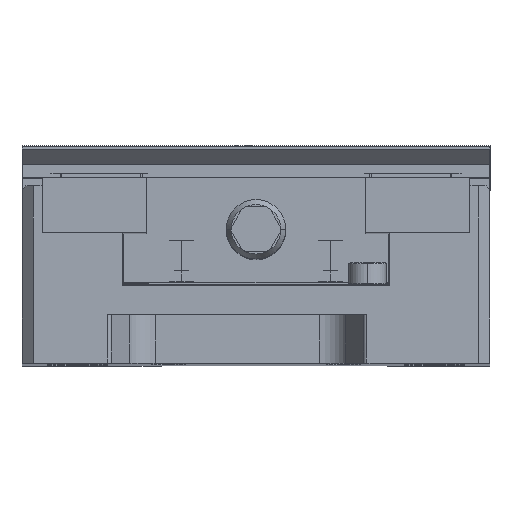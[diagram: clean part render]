
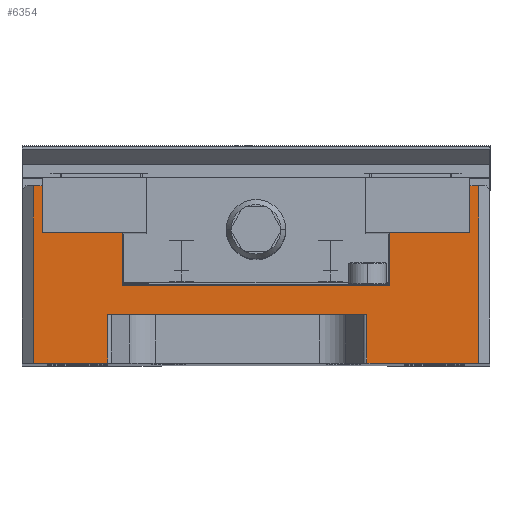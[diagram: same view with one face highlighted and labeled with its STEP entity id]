
A CAD part, top view. The second image highlights one B-rep face of the part: STEP entity #6354.
In plain terms, the highlighted planar face has unit normal (0, 0, 1).
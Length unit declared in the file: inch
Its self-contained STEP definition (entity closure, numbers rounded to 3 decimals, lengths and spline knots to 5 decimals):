
#48 = EDGE_CURVE ( 'NONE', #12808, #12827, #4002, .T. ) ;
#77 = LINE ( 'NONE', #3789, #13642 ) ;
#79 = DIRECTION ( 'NONE',  ( 0., 0., 1. ) ) ;
#113 = EDGE_CURVE ( 'NONE', #4765, #12578, #14967, .T. ) ;
#156 = EDGE_CURVE ( 'NONE', #13949, #3284, #1122, .T. ) ;
#178 = ORIENTED_EDGE ( 'NONE', *, *, #48, .T. ) ;
#278 = VECTOR ( 'NONE', #6629, 39.37008 ) ;
#418 = CARTESIAN_POINT ( 'NONE',  ( -1.56875, 0.51181, 9. ) ) ;
#551 = VECTOR ( 'NONE', #5011, 39.37008 ) ;
#643 = CARTESIAN_POINT ( 'NONE',  ( -1.41732, 0.82177, 9. ) ) ;
#727 = EDGE_CURVE ( 'NONE', #5615, #1729, #9911, .T. ) ;
#838 = DIRECTION ( 'NONE',  ( 0., 1., 0. ) ) ;
#1062 = ORIENTED_EDGE ( 'NONE', *, *, #1119, .T. ) ;
#1119 = EDGE_CURVE ( 'NONE', #5600, #5787, #1670, .T. ) ;
#1122 = LINE ( 'NONE', #13177, #12446 ) ;
#1139 = CARTESIAN_POINT ( 'NONE',  ( -1.41732, 0.82177, 9. ) ) ;
#1287 = DIRECTION ( 'NONE',  ( 1., 0., 0. ) ) ;
#1385 = ORIENTED_EDGE ( 'NONE', *, *, #2319, .T. ) ;
#1427 = ORIENTED_EDGE ( 'NONE', *, *, #14175, .T. ) ;
#1670 = LINE ( 'NONE', #643, #11472 ) ;
#1719 = LINE ( 'NONE', #4462, #2451 ) ;
#1729 = VERTEX_POINT ( 'NONE', #3653 ) ;
#1764 = EDGE_LOOP ( 'NONE', ( #1062, #10453, #15200, #15351, #12362, #3007, #15622, #11757, #6855, #1427, #6825, #1385, #14484, #13199, #178, #7217 ) ) ;
#2119 = EDGE_CURVE ( 'NONE', #7733, #13285, #4283, .T. ) ;
#2156 = CARTESIAN_POINT ( 'NONE',  ( 1.17505, 0., 9. ) ) ;
#2176 = EDGE_CURVE ( 'NONE', #13770, #6382, #14837, .T. ) ;
#2319 = EDGE_CURVE ( 'NONE', #3284, #13770, #15523, .T. ) ;
#2451 = VECTOR ( 'NONE', #9303, 39.37008 ) ;
#2595 = VECTOR ( 'NONE', #6037, 39.37008 ) ;
#3007 = ORIENTED_EDGE ( 'NONE', *, *, #2119, .T. ) ;
#3253 = CARTESIAN_POINT ( 'NONE',  ( -2.35689, 0., 9. ) ) ;
#3284 = VERTEX_POINT ( 'NONE', #12843 ) ;
#3558 = DIRECTION ( 'NONE',  ( 1., 0., 0. ) ) ;
#3590 = CARTESIAN_POINT ( 'NONE',  ( 2.26378, 1.37795, 9. ) ) ;
#3653 = CARTESIAN_POINT ( 'NONE',  ( -2.26378, 1.875, 9. ) ) ;
#3789 = CARTESIAN_POINT ( 'NONE',  ( 2.26378, 1.875, 9. ) ) ;
#4002 = LINE ( 'NONE', #5440, #278 ) ;
#4283 = LINE ( 'NONE', #3253, #13241 ) ;
#4353 = LINE ( 'NONE', #7765, #8374 ) ;
#4437 = EDGE_CURVE ( 'NONE', #13285, #4765, #1719, .T. ) ;
#4462 = CARTESIAN_POINT ( 'NONE',  ( 2.475, 0., 9. ) ) ;
#4511 = EDGE_CURVE ( 'NONE', #14839, #5615, #14229, .T. ) ;
#4563 = CARTESIAN_POINT ( 'NONE',  ( -1.56875, 0.51681, 9. ) ) ;
#4714 = EDGE_CURVE ( 'NONE', #6382, #12808, #77, .T. ) ;
#4765 = VERTEX_POINT ( 'NONE', #13641 ) ;
#4775 = FACE_OUTER_BOUND ( 'NONE', #1764, .T. ) ;
#4810 = LINE ( 'NONE', #10749, #11220 ) ;
#4900 = EDGE_CURVE ( 'NONE', #12827, #5600, #4353, .T. ) ;
#5011 = DIRECTION ( 'NONE',  ( 0., 1., 0. ) ) ;
#5440 = CARTESIAN_POINT ( 'NONE',  ( 2.26378, 1.37795, 9. ) ) ;
#5533 = CARTESIAN_POINT ( 'NONE',  ( 1.17505, 0.51681, 9. ) ) ;
#5600 = VERTEX_POINT ( 'NONE', #12760 ) ;
#5615 = VERTEX_POINT ( 'NONE', #9112 ) ;
#5636 = VECTOR ( 'NONE', #9562, 39.37008 ) ;
#5787 = VERTEX_POINT ( 'NONE', #1139 ) ;
#5827 = DIRECTION ( 'NONE',  ( -1., 0., 0. ) ) ;
#6037 = DIRECTION ( 'NONE',  ( -1., 0., 0. ) ) ;
#6070 = CARTESIAN_POINT ( 'NONE',  ( -2.35689, 0., 9. ) ) ;
#6124 = DIRECTION ( 'NONE',  ( 0., -1., 0. ) ) ;
#6354 = ADVANCED_FACE ( 'NONE', ( #4775 ), #8332, .T. ) ;
#6382 = VERTEX_POINT ( 'NONE', #13406 ) ;
#6629 = DIRECTION ( 'NONE',  ( -1., 0., 0. ) ) ;
#6716 = DIRECTION ( 'NONE',  ( 0., 1., 0. ) ) ;
#6825 = ORIENTED_EDGE ( 'NONE', *, *, #156, .T. ) ;
#6855 = ORIENTED_EDGE ( 'NONE', *, *, #12382, .T. ) ;
#7217 = ORIENTED_EDGE ( 'NONE', *, *, #4900, .T. ) ;
#7286 = LINE ( 'NONE', #10762, #11727 ) ;
#7733 = VERTEX_POINT ( 'NONE', #10889 ) ;
#7765 = CARTESIAN_POINT ( 'NONE',  ( 1.41732, 1.37795, 9. ) ) ;
#8190 = DIRECTION ( 'NONE',  ( -1., 0., 0. ) ) ;
#8332 = PLANE ( 'NONE',  #15064 ) ;
#8374 = VECTOR ( 'NONE', #9199, 39.37008 ) ;
#8579 = CARTESIAN_POINT ( 'NONE',  ( 0., 0., 9. ) ) ;
#8663 = VECTOR ( 'NONE', #5827, 39.37008 ) ;
#9112 = CARTESIAN_POINT ( 'NONE',  ( -2.26378, 1.37795, 9. ) ) ;
#9124 = DIRECTION ( 'NONE',  ( 0., -1., 0. ) ) ;
#9191 = VERTEX_POINT ( 'NONE', #5533 ) ;
#9199 = DIRECTION ( 'NONE',  ( 0., -1., 0. ) ) ;
#9303 = DIRECTION ( 'NONE',  ( 1., 0., 0. ) ) ;
#9562 = DIRECTION ( 'NONE',  ( 0., 1., 0. ) ) ;
#9842 = CARTESIAN_POINT ( 'NONE',  ( -2.26378, 1.875, 9. ) ) ;
#9911 = LINE ( 'NONE', #9842, #551 ) ;
#10453 = ORIENTED_EDGE ( 'NONE', *, *, #12154, .T. ) ;
#10563 = CARTESIAN_POINT ( 'NONE',  ( -2.26378, 1.37795, 9. ) ) ;
#10580 = VECTOR ( 'NONE', #8190, 39.37008 ) ;
#10630 = CARTESIAN_POINT ( 'NONE',  ( 2.35689, 1.875, 9. ) ) ;
#10749 = CARTESIAN_POINT ( 'NONE',  ( 1.17505, 0., 9. ) ) ;
#10762 = CARTESIAN_POINT ( 'NONE',  ( 1.17505, 0.51681, 9. ) ) ;
#10889 = CARTESIAN_POINT ( 'NONE',  ( -2.35689, 1.875, 9. ) ) ;
#11220 = VECTOR ( 'NONE', #13367, 39.37008 ) ;
#11472 = VECTOR ( 'NONE', #14815, 39.37008 ) ;
#11727 = VECTOR ( 'NONE', #1287, 39.37008 ) ;
#11757 = ORIENTED_EDGE ( 'NONE', *, *, #113, .T. ) ;
#11803 = CARTESIAN_POINT ( 'NONE',  ( 2.35689, 1.875, 9. ) ) ;
#11847 = LINE ( 'NONE', #15489, #8663 ) ;
#12154 = EDGE_CURVE ( 'NONE', #5787, #14839, #14283, .T. ) ;
#12283 = CARTESIAN_POINT ( 'NONE',  ( 2.475, 1.875, 9. ) ) ;
#12362 = ORIENTED_EDGE ( 'NONE', *, *, #13265, .T. ) ;
#12382 = EDGE_CURVE ( 'NONE', #12578, #9191, #7286, .T. ) ;
#12446 = VECTOR ( 'NONE', #15643, 39.37008 ) ;
#12578 = VERTEX_POINT ( 'NONE', #4563 ) ;
#12760 = CARTESIAN_POINT ( 'NONE',  ( 1.41732, 0.82177, 9. ) ) ;
#12808 = VERTEX_POINT ( 'NONE', #3590 ) ;
#12827 = VERTEX_POINT ( 'NONE', #13363 ) ;
#12843 = CARTESIAN_POINT ( 'NONE',  ( 2.35689, 0., 9. ) ) ;
#13080 = CARTESIAN_POINT ( 'NONE',  ( -1.41732, 1.37795, 9. ) ) ;
#13177 = CARTESIAN_POINT ( 'NONE',  ( 2.475, 0., 9. ) ) ;
#13199 = ORIENTED_EDGE ( 'NONE', *, *, #4714, .T. ) ;
#13202 = VECTOR ( 'NONE', #6716, 39.37008 ) ;
#13241 = VECTOR ( 'NONE', #9124, 39.37008 ) ;
#13265 = EDGE_CURVE ( 'NONE', #1729, #7733, #11847, .T. ) ;
#13285 = VERTEX_POINT ( 'NONE', #6070 ) ;
#13363 = CARTESIAN_POINT ( 'NONE',  ( 1.41732, 1.37795, 9. ) ) ;
#13367 = DIRECTION ( 'NONE',  ( 0., -1., 0. ) ) ;
#13406 = CARTESIAN_POINT ( 'NONE',  ( 2.26378, 1.875, 9. ) ) ;
#13641 = CARTESIAN_POINT ( 'NONE',  ( -1.56875, 0., 9. ) ) ;
#13642 = VECTOR ( 'NONE', #6124, 39.37008 ) ;
#13770 = VERTEX_POINT ( 'NONE', #10630 ) ;
#13949 = VERTEX_POINT ( 'NONE', #2156 ) ;
#14175 = EDGE_CURVE ( 'NONE', #9191, #13949, #4810, .T. ) ;
#14229 = LINE ( 'NONE', #10563, #10580 ) ;
#14254 = VECTOR ( 'NONE', #838, 39.37008 ) ;
#14283 = LINE ( 'NONE', #13080, #14254 ) ;
#14484 = ORIENTED_EDGE ( 'NONE', *, *, #2176, .T. ) ;
#14815 = DIRECTION ( 'NONE',  ( -1., 0., 0. ) ) ;
#14837 = LINE ( 'NONE', #12283, #2595 ) ;
#14839 = VERTEX_POINT ( 'NONE', #15413 ) ;
#14967 = LINE ( 'NONE', #418, #13202 ) ;
#15064 = AXIS2_PLACEMENT_3D ( 'NONE', #8579, #79, #3558 ) ;
#15200 = ORIENTED_EDGE ( 'NONE', *, *, #4511, .T. ) ;
#15351 = ORIENTED_EDGE ( 'NONE', *, *, #727, .T. ) ;
#15413 = CARTESIAN_POINT ( 'NONE',  ( -1.41732, 1.37795, 9. ) ) ;
#15489 = CARTESIAN_POINT ( 'NONE',  ( -2.475, 1.875, 9. ) ) ;
#15523 = LINE ( 'NONE', #11803, #5636 ) ;
#15622 = ORIENTED_EDGE ( 'NONE', *, *, #4437, .T. ) ;
#15643 = DIRECTION ( 'NONE',  ( 1., 0., 0. ) ) ;
